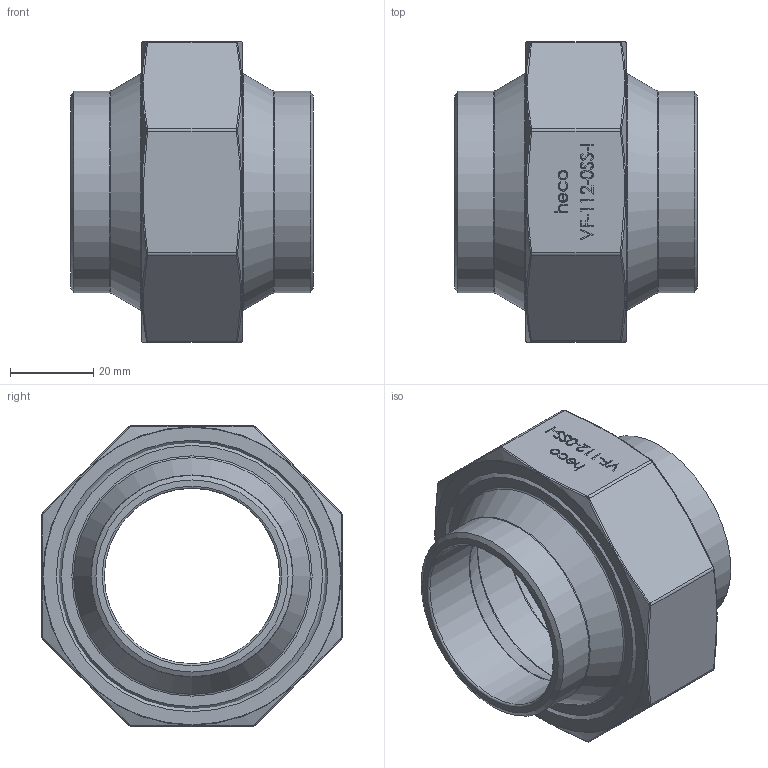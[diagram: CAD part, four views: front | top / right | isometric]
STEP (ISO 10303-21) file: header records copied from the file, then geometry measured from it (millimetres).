
FILE_DESCRIPTION (( 'STEP AP214' ), '1' );
FILE_NAME ('VF-112-0SS-I Verschraubung flach 2109.STEP', '2021-09-23T09:46:27', ( '' ), ( '' ), 'SwSTEP 2.0', 'SolidWorks 2019', '' );
FILE_SCHEMA (( 'AUTOMOTIVE_DESIGN' ));
Length unit declared in the file: millimetre
Products named in the file (1): VF-112-0SS-I Verschraubung flach 2109
Bounding box: 58 x 72 x 72 mm (x, y, z)
Volume: 79919.6 mm3; surface area: 38448.8 mm2
Topology: 4 solids, 4 shells, 272 faces, 670 edges, 429 vertices
Faces by surface type: bspline 112, plane 107, cylinder 21, torus 21, cone 11
Full cylindrical faces by diameter (mm): 42 x2, 48.3 x2, 49 x2, 50 x1, 58.5 x1, 59 x1, 62.5 x2, 62.84 x1, 65 x1
Entity records: 15501 total; most frequent: CARTESIAN_POINT 7013, ORIENTED_EDGE 1224, DIRECTION 798, EDGE_CURVE 612, VERTEX_POINT 416, EDGE_LOOP 348, FACE_OUTER_BOUND 306, LINE 300
